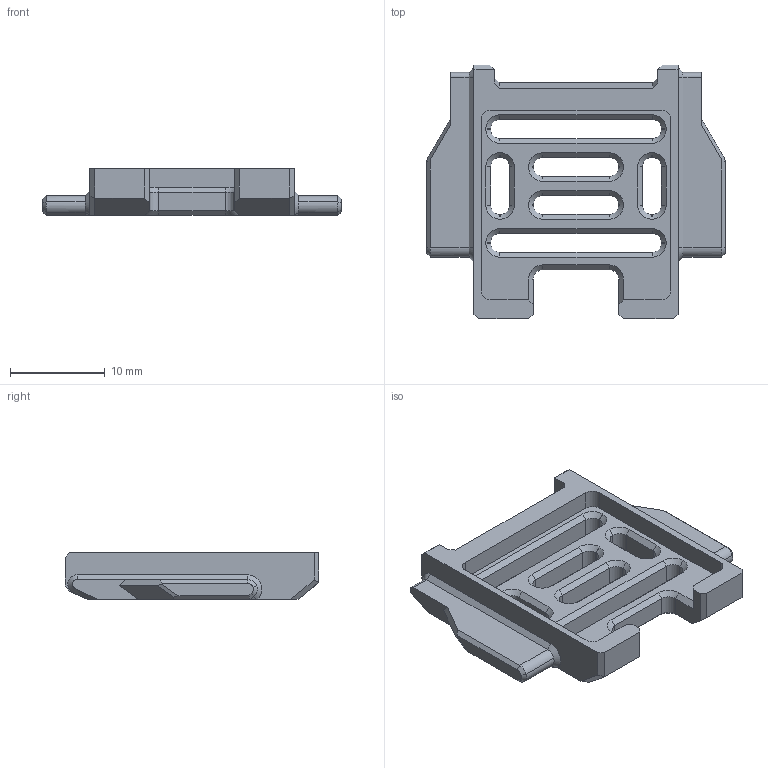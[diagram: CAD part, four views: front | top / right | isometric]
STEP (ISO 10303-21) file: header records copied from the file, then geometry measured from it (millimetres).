
FILE_DESCRIPTION(/* description */ (''),/* implementation_level */ '2;1');
FILE_NAME(/* name */ 'MANTA-5-SE-DC-GPS打印件（镂空）-橙色（2025-2-27）',/* time_stamp */ '2025-02-27T14:32:28+08:00',/* author */ (''),/* organization */ (''),/* preprocessor_version */ 'ST-DEVELOPER v19.2',/* originating_system */ 'Rhino 8.1',/* authorisation */ '');
FILE_SCHEMA (('CONFIG_CONTROL_DESIGN'));
Length unit declared in the file: millimetre
Products named in the file (1): Document
Bounding box: 31.5 x 26.75 x 4.95 mm (x, y, z)
Volume: 1483.2 mm3; surface area: 2015.4 mm2
Topology: 1 solids, 1 shells, 215 faces, 543 edges, 330 vertices
Faces by surface type: plane 135, bspline 44, cylinder 36
Entity records: 6827 total; most frequent: CARTESIAN_POINT 2645, ORIENTED_EDGE 1086, EDGE_CURVE 543, B_SPLINE_CURVE_WITH_KNOTS 433, DIRECTION 379, VERTEX_POINT 330, AXIS2_PLACEMENT_3D 275, EDGE_LOOP 227
